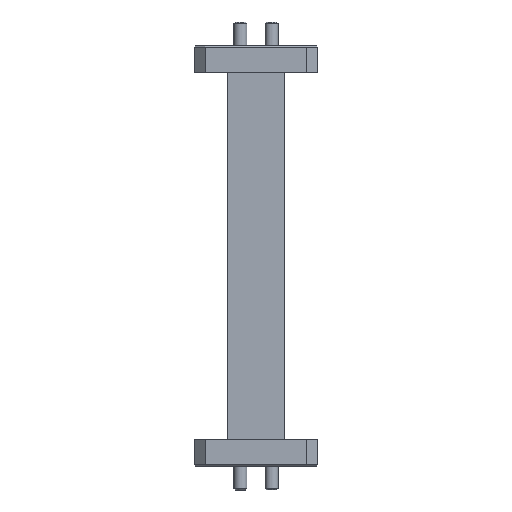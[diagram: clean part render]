
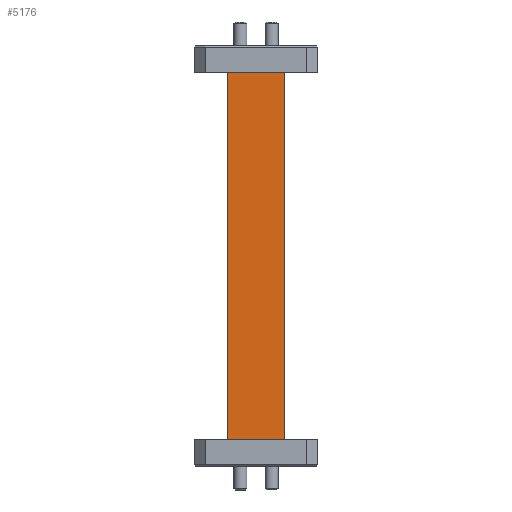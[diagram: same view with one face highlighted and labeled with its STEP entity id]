
A CAD part, front view. The second image highlights one B-rep face of the part: STEP entity #5176.
In plain terms, the highlighted planar face has unit normal (0, -1, 0).
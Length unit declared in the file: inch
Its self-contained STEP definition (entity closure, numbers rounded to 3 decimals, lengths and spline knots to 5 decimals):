
#914 = LINE ( 'NONE', #13354, #4924 ) ;
#978 = ORIENTED_EDGE ( 'NONE', *, *, #3421, .T. ) ;
#1024 = EDGE_LOOP ( 'NONE', ( #16498, #11503, #14932, #978 ) ) ;
#1410 = VERTEX_POINT ( 'NONE', #10639 ) ;
#1630 = EDGE_CURVE ( 'NONE', #1410, #10925, #13998, .T. ) ;
#3421 = EDGE_CURVE ( 'NONE', #3772, #10925, #914, .T. ) ;
#3474 = PLANE ( 'NONE',  #9639 ) ;
#3523 = EDGE_CURVE ( 'NONE', #10056, #3772, #15565, .T. ) ;
#3772 = VERTEX_POINT ( 'NONE', #7743 ) ;
#4707 = EDGE_CURVE ( 'NONE', #1410, #10056, #14385, .T. ) ;
#4924 = VECTOR ( 'NONE', #10914, 39.37008 ) ;
#4945 = VECTOR ( 'NONE', #11726, 39.37008 ) ;
#5176 = ADVANCED_FACE ( 'NONE', ( #15183 ), #3474, .F. ) ;
#7180 = VECTOR ( 'NONE', #8513, 39.37008 ) ;
#7367 = CARTESIAN_POINT ( 'NONE',  ( 0.20315, -0.12598, -3.28911 ) ) ;
#7635 = CARTESIAN_POINT ( 'NONE',  ( 0.20315, -0.12598, -2.81102 ) ) ;
#7743 = CARTESIAN_POINT ( 'NONE',  ( 0.20315, -0.12598, -0.18898 ) ) ;
#8513 = DIRECTION ( 'NONE',  ( 0., 0., 1. ) ) ;
#9639 = AXIS2_PLACEMENT_3D ( 'NONE', #7367, #12566, #13915 ) ;
#9907 = DIRECTION ( 'NONE',  ( 0., 0., 1. ) ) ;
#9960 = CARTESIAN_POINT ( 'NONE',  ( 0.20315, -0.12598, -3.28911 ) ) ;
#10056 = VERTEX_POINT ( 'NONE', #11026 ) ;
#10567 = CARTESIAN_POINT ( 'NONE',  ( -0.20315, -0.12598, -0.18898 ) ) ;
#10639 = CARTESIAN_POINT ( 'NONE',  ( -0.20315, -0.12598, -2.81102 ) ) ;
#10914 = DIRECTION ( 'NONE',  ( -1., 0., 0. ) ) ;
#10925 = VERTEX_POINT ( 'NONE', #10567 ) ;
#11026 = CARTESIAN_POINT ( 'NONE',  ( 0.20315, -0.12598, -2.81102 ) ) ;
#11099 = CARTESIAN_POINT ( 'NONE',  ( -0.20315, -0.12598, -3.28911 ) ) ;
#11503 = ORIENTED_EDGE ( 'NONE', *, *, #4707, .T. ) ;
#11726 = DIRECTION ( 'NONE',  ( 1., 0., 0. ) ) ;
#12560 = VECTOR ( 'NONE', #9907, 39.37008 ) ;
#12566 = DIRECTION ( 'NONE',  ( 0., 1., 0. ) ) ;
#13354 = CARTESIAN_POINT ( 'NONE',  ( 0.20315, -0.12598, -0.18898 ) ) ;
#13915 = DIRECTION ( 'NONE',  ( 0., 0., 1. ) ) ;
#13998 = LINE ( 'NONE', #11099, #7180 ) ;
#14385 = LINE ( 'NONE', #7635, #4945 ) ;
#14932 = ORIENTED_EDGE ( 'NONE', *, *, #3523, .T. ) ;
#15183 = FACE_OUTER_BOUND ( 'NONE', #1024, .T. ) ;
#15565 = LINE ( 'NONE', #9960, #12560 ) ;
#16498 = ORIENTED_EDGE ( 'NONE', *, *, #1630, .F. ) ;
